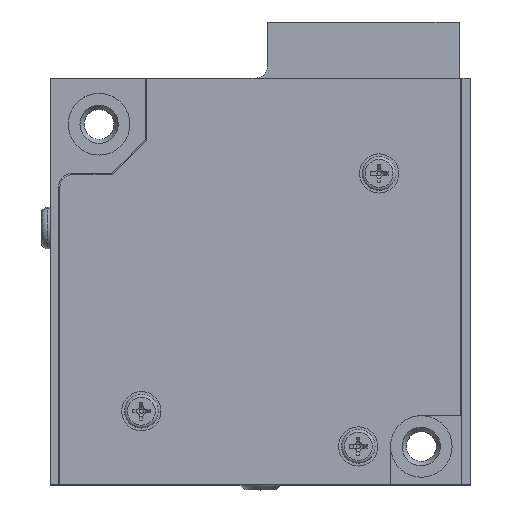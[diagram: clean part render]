
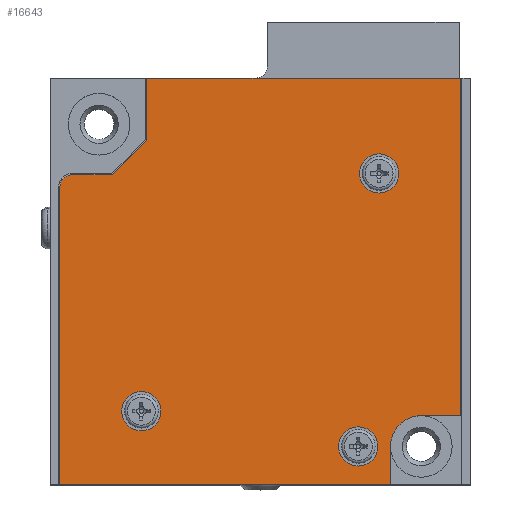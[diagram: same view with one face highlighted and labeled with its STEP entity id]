
A CAD part, top view. The second image highlights one B-rep face of the part: STEP entity #16643.
In plain terms, the highlighted planar face has unit normal (0, 0, 1).
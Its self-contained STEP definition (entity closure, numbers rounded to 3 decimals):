
#7084=LINE('',#81649,#13636);
#7090=LINE('',#81662,#13642);
#7093=LINE('',#81668,#13645);
#7097=LINE('',#81680,#13649);
#7100=LINE('',#81686,#13652);
#7103=LINE('',#81692,#13655);
#7106=LINE('',#81698,#13658);
#7109=LINE('',#81704,#13661);
#7112=LINE('',#81710,#13664);
#13636=VECTOR('',#66839,1.);
#13642=VECTOR('',#66847,1.);
#13645=VECTOR('',#66852,1.);
#13649=VECTOR('',#66864,1.);
#13652=VECTOR('',#66869,1.);
#13655=VECTOR('',#66874,1.);
#13658=VECTOR('',#66879,1.);
#13661=VECTOR('',#66884,1.);
#13664=VECTOR('',#66889,1.);
#14181=FACE_BOUND('',#23762,.T.);
#14182=FACE_BOUND('',#23763,.T.);
#14183=FACE_BOUND('',#23764,.T.);
#14184=FACE_BOUND('',#23765,.T.);
#16643=ADVANCED_FACE('',(#14181,#14182,#14183,#14184),#18789,.F.);
#18789=PLANE('',#54143);
#23762=EDGE_LOOP('',(#38167));
#23763=EDGE_LOOP('',(#38168));
#23764=EDGE_LOOP('',(#38169));
#23765=EDGE_LOOP('',(#38170,#38171,#38172,#38173,#38174,#38175,#38176,#38177,
#38178,#38179,#38180));
#38167=ORIENTED_EDGE('',*,*,#50313,.T.);
#38168=ORIENTED_EDGE('',*,*,#50314,.T.);
#38169=ORIENTED_EDGE('',*,*,#50315,.T.);
#38170=ORIENTED_EDGE('',*,*,#50312,.T.);
#38171=ORIENTED_EDGE('',*,*,#50316,.T.);
#38172=ORIENTED_EDGE('',*,*,#50282,.T.);
#38173=ORIENTED_EDGE('',*,*,#50288,.T.);
#38174=ORIENTED_EDGE('',*,*,#50291,.T.);
#38175=ORIENTED_EDGE('',*,*,#50294,.T.);
#38176=ORIENTED_EDGE('',*,*,#50297,.T.);
#38177=ORIENTED_EDGE('',*,*,#50300,.T.);
#38178=ORIENTED_EDGE('',*,*,#50303,.T.);
#38179=ORIENTED_EDGE('',*,*,#50306,.T.);
#38180=ORIENTED_EDGE('',*,*,#50309,.T.);
#43054=VERTEX_POINT('',#81650);
#43055=VERTEX_POINT('',#81651);
#43059=VERTEX_POINT('',#81661);
#43061=VERTEX_POINT('',#81667);
#43063=VERTEX_POINT('',#81673);
#43065=VERTEX_POINT('',#81679);
#43067=VERTEX_POINT('',#81685);
#43069=VERTEX_POINT('',#81691);
#43071=VERTEX_POINT('',#81697);
#43073=VERTEX_POINT('',#81703);
#43075=VERTEX_POINT('',#81709);
#43076=VERTEX_POINT('',#81713);
#43077=VERTEX_POINT('',#81715);
#43078=VERTEX_POINT('',#81717);
#50282=EDGE_CURVE('',#43054,#43055,#7084,.T.);
#50288=EDGE_CURVE('',#43055,#43059,#7090,.T.);
#50291=EDGE_CURVE('',#43059,#43061,#7093,.T.);
#50294=EDGE_CURVE('',#43061,#43063,#51024,.T.);
#50297=EDGE_CURVE('',#43063,#43065,#7097,.T.);
#50300=EDGE_CURVE('',#43065,#43067,#7100,.T.);
#50303=EDGE_CURVE('',#43067,#43069,#7103,.T.);
#50306=EDGE_CURVE('',#43069,#43071,#7106,.T.);
#50309=EDGE_CURVE('',#43071,#43073,#7109,.T.);
#50312=EDGE_CURVE('',#43073,#43075,#7112,.T.);
#50313=EDGE_CURVE('',#43076,#43076,#51025,.T.);
#50314=EDGE_CURVE('',#43077,#43077,#51026,.T.);
#50315=EDGE_CURVE('',#43078,#43078,#51027,.T.);
#50316=EDGE_CURVE('',#43075,#43054,#51028,.T.);
#51024=CIRCLE('',#54131,2.2);
#51025=CIRCLE('',#54139,1.4);
#51026=CIRCLE('',#54140,1.4);
#51027=CIRCLE('',#54141,1.4);
#51028=CIRCLE('',#54142,0.9);
#54131=AXIS2_PLACEMENT_3D('',#81674,#66858,#66859);
#54139=AXIS2_PLACEMENT_3D('',#81712,#66892,#66893);
#54140=AXIS2_PLACEMENT_3D('',#81714,#66894,#66895);
#54141=AXIS2_PLACEMENT_3D('',#81716,#66896,#66897);
#54142=AXIS2_PLACEMENT_3D('',#81718,#66898,#66899);
#54143=AXIS2_PLACEMENT_3D('',#81719,#66900,#66901);
#66839=DIRECTION('',(0.,-1.,0.));
#66847=DIRECTION('',(1.,0.,0.));
#66852=DIRECTION('',(0.,1.,0.));
#66858=DIRECTION('',(0.,0.,-1.));
#66859=DIRECTION('',(1.,0.,0.));
#66864=DIRECTION('',(1.,0.,0.));
#66869=DIRECTION('',(0.,1.,0.));
#66874=DIRECTION('',(-1.,0.,0.));
#66879=DIRECTION('',(0.,-1.,0.));
#66884=DIRECTION('',(-0.707,-0.707,0.));
#66889=DIRECTION('',(-1.,0.,0.));
#66892=DIRECTION('',(0.,0.,-1.));
#66893=DIRECTION('',(-1.,0.,0.));
#66894=DIRECTION('',(0.,0.,-1.));
#66895=DIRECTION('',(-1.,0.,0.));
#66896=DIRECTION('',(0.,0.,-1.));
#66897=DIRECTION('',(-1.,0.,0.));
#66898=DIRECTION('',(0.,0.,1.));
#66899=DIRECTION('',(-1.,0.,0.));
#66900=DIRECTION('',(0.,0.,-1.));
#66901=DIRECTION('',(-1.,0.,0.));
#81649=CARTESIAN_POINT('',(-14.3,30.4,0.1));
#81650=CARTESIAN_POINT('',(-14.3,29.5,0.1));
#81651=CARTESIAN_POINT('',(-14.3,8.3,0.1));
#81661=CARTESIAN_POINT('',(9.3,8.3,0.1));
#81662=CARTESIAN_POINT('',(-14.3,8.3,0.1));
#81667=CARTESIAN_POINT('',(9.3,11.,0.1));
#81668=CARTESIAN_POINT('',(9.3,8.3,0.1));
#81673=CARTESIAN_POINT('',(11.5,13.2,0.1));
#81674=CARTESIAN_POINT('',(11.5,11.,0.1));
#81679=CARTESIAN_POINT('',(14.3,13.2,0.1));
#81680=CARTESIAN_POINT('',(11.5,13.2,0.1));
#81685=CARTESIAN_POINT('',(14.3,37.3,0.1));
#81686=CARTESIAN_POINT('',(14.3,13.2,0.1));
#81691=CARTESIAN_POINT('',(-8.1,37.3,0.1));
#81692=CARTESIAN_POINT('',(14.3,37.3,0.1));
#81697=CARTESIAN_POINT('',(-8.1,32.85,0.1));
#81698=CARTESIAN_POINT('',(-8.1,37.3,0.1));
#81703=CARTESIAN_POINT('',(-10.55,30.4,0.1));
#81704=CARTESIAN_POINT('',(-8.1,32.85,0.1));
#81709=CARTESIAN_POINT('',(-13.4,30.4,0.1));
#81710=CARTESIAN_POINT('',(-10.55,30.4,0.1));
#81712=CARTESIAN_POINT('',(8.485,30.485,0.1));
#81713=CARTESIAN_POINT('',(7.085,30.485,0.1));
#81714=CARTESIAN_POINT('',(7.,11.,0.1));
#81715=CARTESIAN_POINT('',(5.6,11.,0.1));
#81716=CARTESIAN_POINT('',(-8.485,13.515,0.1));
#81717=CARTESIAN_POINT('',(-9.885,13.515,0.1));
#81718=CARTESIAN_POINT('',(-13.4,29.5,0.1));
#81719=CARTESIAN_POINT('',(11.5,11.,0.1));
